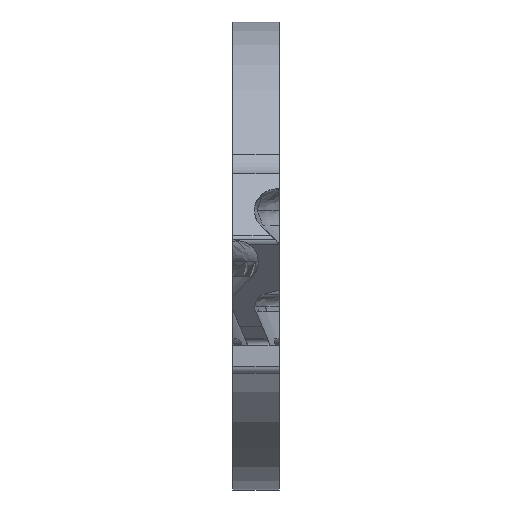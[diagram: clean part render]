
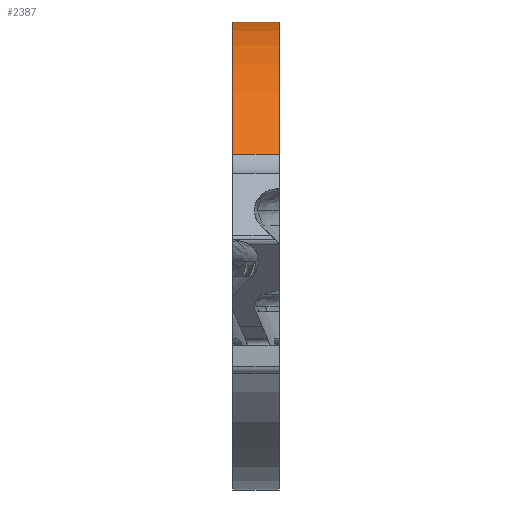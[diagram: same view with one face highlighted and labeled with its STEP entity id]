
A CAD part, front view. The second image highlights one B-rep face of the part: STEP entity #2387.
In plain terms, the highlighted cylindrical face has radius 10 mm (diameter 20 mm), a partial arc.
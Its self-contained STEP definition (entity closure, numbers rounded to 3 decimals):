
#1545=VERTEX_POINT('',#4479);
#1873=EDGE_CURVE('',#4207,#3849,#4832,.T.);
#2357=VERTEX_POINT('',#5361);
#2387=ADVANCED_FACE('SREV23',(#5392),#5393,.T.);
#3637=EDGE_CURVE('LINE309',#1545,#2357,#6763,.F.);
#3839=EDGE_CURVE('ARC5',#3849,#1545,#6995,.T.);
#3849=VERTEX_POINT('',#7005);
#4051=EDGE_CURVE('ARC18',#4207,#2357,#7230,.T.);
#4207=VERTEX_POINT('',#7402);
#4479=CARTESIAN_POINT('',(-1.0,-19.005,4.348));
#4832=LINE('',#8555,#8556);
#5361=CARTESIAN_POINT('',(1.0,-19.005,4.348));
#5392=FACE_OUTER_BOUND('',#9791,.T.);
#5393=CYLINDRICAL_SURFACE('',#9792,10.0);
#6763=LINE('',#13254,#13255);
#6995=CIRCLE('',#13693,10.0);
#7005=CARTESIAN_POINT('',(-1.0,0.,0.));
#7230=CIRCLE('',#14319,10.0);
#7402=CARTESIAN_POINT('',(1.0,0.,0.));
#8555=CARTESIAN_POINT('',(-1.0,0.,0.));
#8556=VECTOR('',#15659,1.0);
#9791=EDGE_LOOP('',(#16172,#16173,#16174,#16175));
#9792=AXIS2_PLACEMENT_3D('',#16176,#16177,#16178);
#13254=CARTESIAN_POINT('',(-1.0,-19.005,4.348));
#13255=VECTOR('',#17454,1.0);
#13693=AXIS2_PLACEMENT_3D('',#17733,#17734,#17735);
#14319=AXIS2_PLACEMENT_3D('',#17928,#17929,#17930);
#15659=DIRECTION('',(-1.0,0.0,-0.0));
#16172=ORIENTED_EDGE('',*,*,#1873,.T.);
#16173=ORIENTED_EDGE('',*,*,#3839,.T.);
#16174=ORIENTED_EDGE('',*,*,#3637,.T.);
#16175=ORIENTED_EDGE('',*,*,#4051,.F.);
#16176=CARTESIAN_POINT('',(-1.0,-10.0,0.0));
#16177=DIRECTION('',(1.0,-0.0,-0.0));
#16178=DIRECTION('',(0.0,-1.0,0.0));
#17454=DIRECTION('',(-1.0,0.0,-0.0));
#17733=CARTESIAN_POINT('',(-1.0,-10.0,0.0));
#17734=DIRECTION('',(1.0,0.0,0.0));
#17735=DIRECTION('',(0.0,-1.0,0.0));
#17928=CARTESIAN_POINT('',(1.0,-10.0,0.0));
#17929=DIRECTION('',(1.0,0.0,0.0));
#17930=DIRECTION('',(0.0,-1.0,0.0));
